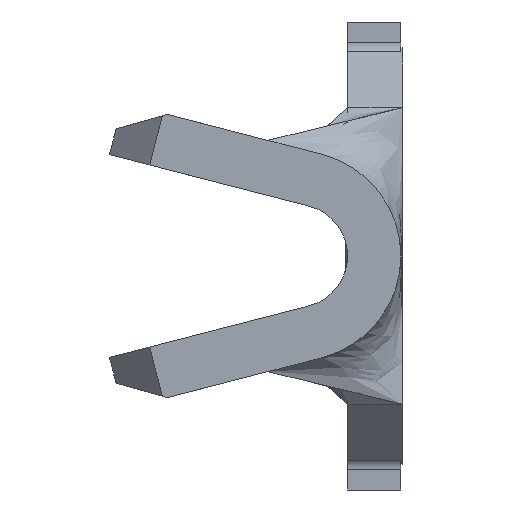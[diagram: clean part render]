
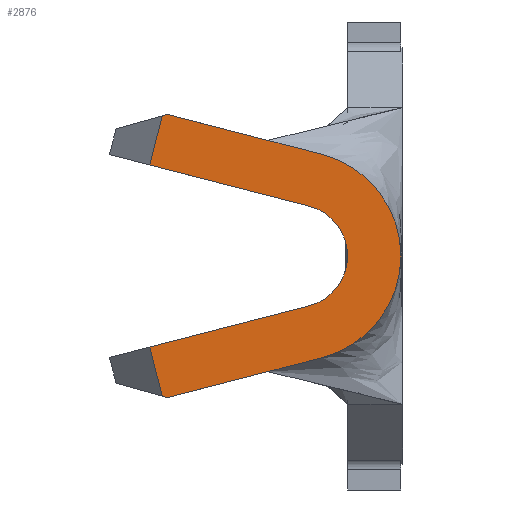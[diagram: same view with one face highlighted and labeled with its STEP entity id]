
A CAD part, left-side view. The second image highlights one B-rep face of the part: STEP entity #2876.
In plain terms, the highlighted planar face has unit normal (-1, 0, 0).
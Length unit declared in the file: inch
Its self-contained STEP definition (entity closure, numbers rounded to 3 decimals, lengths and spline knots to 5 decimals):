
#33 = LINE ( 'NONE', #3027, #3448 ) ;
#116 = ORIENTED_EDGE ( 'NONE', *, *, #973, .T. ) ;
#177 = CARTESIAN_POINT ( 'NONE',  ( -0.422, 0.063, 0. ) ) ;
#286 = CARTESIAN_POINT ( 'NONE',  ( -0.422, 0.14016, -0.085 ) ) ;
#298 = DIRECTION ( 'NONE',  ( 0., 0., -1. ) ) ;
#320 = CARTESIAN_POINT ( 'NONE',  ( -0.422, 0.15079, 0.0547 ) ) ;
#330 = VECTOR ( 'NONE', #3483, 39.37008 ) ;
#390 = LINE ( 'NONE', #4550, #4879 ) ;
#446 = CARTESIAN_POINT ( 'NONE',  ( -0.422, 0.063, 0. ) ) ;
#628 = DIRECTION ( 'NONE',  ( 0., 0., -1. ) ) ;
#665 = DIRECTION ( 'NONE',  ( 0., -0.25, -0.968 ) ) ;
#722 = VERTEX_POINT ( 'NONE', #3116 ) ;
#930 = ORIENTED_EDGE ( 'NONE', *, *, #1407, .F. ) ;
#973 = EDGE_CURVE ( 'NONE', #5621, #1474, #33, .T. ) ;
#982 = LINE ( 'NONE', #1877, #4338 ) ;
#996 = CIRCLE ( 'NONE', #3416, 0.063 ) ;
#1016 = EDGE_LOOP ( 'NONE', ( #5314, #4283, #2982, #4801, #4821, #3887, #3673, #116, #4009, #930 ) ) ;
#1084 = EDGE_CURVE ( 'NONE', #5399, #5621, #2278, .T. ) ;
#1141 = CARTESIAN_POINT ( 'NONE',  ( -0.422, 0.05525, -0.03001 ) ) ;
#1210 = EDGE_CURVE ( 'NONE', #722, #2596, #390, .T. ) ;
#1338 = VERTEX_POINT ( 'NONE', #3343 ) ;
#1366 = DIRECTION ( 'NONE',  ( 0., 0., 1. ) ) ;
#1407 = EDGE_CURVE ( 'NONE', #4312, #2517, #3220, .T. ) ;
#1415 = VECTOR ( 'NONE', #665, 39.37008 ) ;
#1474 = VERTEX_POINT ( 'NONE', #320 ) ;
#1551 = LINE ( 'NONE', #3320, #1415 ) ;
#1583 = VERTEX_POINT ( 'NONE', #3504 ) ;
#1603 = VERTEX_POINT ( 'NONE', #3937 ) ;
#1774 = CARTESIAN_POINT ( 'NONE',  ( -0.422, 0.14318, 0.08416 ) ) ;
#1877 = CARTESIAN_POINT ( 'NONE',  ( -0.422, 0.05525, -0.03001 ) ) ;
#1933 = DIRECTION ( 'NONE',  ( 0., -0.968, 0.25 ) ) ;
#2174 = EDGE_CURVE ( 'NONE', #1603, #722, #1551, .T. ) ;
#2269 = DIRECTION ( 'NONE',  ( 0., 0.964, -0.268 ) ) ;
#2278 = LINE ( 'NONE', #4406, #4148 ) ;
#2311 = AXIS2_PLACEMENT_3D ( 'NONE', #446, #3975, #1366 ) ;
#2386 = EDGE_CURVE ( 'NONE', #1338, #1583, #996, .T. ) ;
#2517 = VERTEX_POINT ( 'NONE', #4625 ) ;
#2596 = VERTEX_POINT ( 'NONE', #286 ) ;
#2612 = FACE_OUTER_BOUND ( 'NONE', #1016, .T. ) ;
#2630 = LINE ( 'NONE', #4956, #4887 ) ;
#2826 = LINE ( 'NONE', #5593, #5108 ) ;
#2876 = ADVANCED_FACE ( 'NONE', ( #2612 ), #3561, .T. ) ;
#2959 = CARTESIAN_POINT ( 'NONE',  ( -0.422, 0.14016, 0.085 ) ) ;
#2971 = DIRECTION ( 'NONE',  ( -1., 0., 0. ) ) ;
#2982 = ORIENTED_EDGE ( 'NONE', *, *, #1210, .T. ) ;
#3027 = CARTESIAN_POINT ( 'NONE',  ( -0.422, 0.15079, 0.0547 ) ) ;
#3050 = DIRECTION ( 'NONE',  ( 0., 0.968, 0.25 ) ) ;
#3116 = CARTESIAN_POINT ( 'NONE',  ( -0.422, 0.14318, -0.08416 ) ) ;
#3217 = DIRECTION ( 'NONE',  ( 0., 0.968, -0.25 ) ) ;
#3220 = CIRCLE ( 'NONE', #4083, 0.031 ) ;
#3287 = DIRECTION ( 'NONE',  ( 1., 0., 0. ) ) ;
#3320 = CARTESIAN_POINT ( 'NONE',  ( -0.422, 0.14679, -0.07019 ) ) ;
#3343 = CARTESIAN_POINT ( 'NONE',  ( -0.422, 0.04724, 0.061 ) ) ;
#3416 = AXIS2_PLACEMENT_3D ( 'NONE', #177, #3287, #628 ) ;
#3448 = VECTOR ( 'NONE', #5531, 39.37008 ) ;
#3483 = DIRECTION ( 'NONE',  ( 0., -0.968, -0.25 ) ) ;
#3504 = CARTESIAN_POINT ( 'NONE',  ( -0.422, 0.04724, -0.061 ) ) ;
#3536 = EDGE_CURVE ( 'NONE', #4312, #1603, #982, .T. ) ;
#3561 = PLANE ( 'NONE',  #2311 ) ;
#3673 = ORIENTED_EDGE ( 'NONE', *, *, #1084, .T. ) ;
#3852 = LINE ( 'NONE', #3884, #330 ) ;
#3884 = CARTESIAN_POINT ( 'NONE',  ( -0.422, 0.175, 0.06095 ) ) ;
#3887 = ORIENTED_EDGE ( 'NONE', *, *, #4489, .T. ) ;
#3937 = CARTESIAN_POINT ( 'NONE',  ( -0.422, 0.15079, -0.0547 ) ) ;
#3975 = DIRECTION ( 'NONE',  ( -1., 0., 0. ) ) ;
#4009 = ORIENTED_EDGE ( 'NONE', *, *, #4494, .T. ) ;
#4083 = AXIS2_PLACEMENT_3D ( 'NONE', #5518, #2971, #298 ) ;
#4148 = VECTOR ( 'NONE', #2269, 39.37008 ) ;
#4283 = ORIENTED_EDGE ( 'NONE', *, *, #2174, .T. ) ;
#4312 = VERTEX_POINT ( 'NONE', #1141 ) ;
#4338 = VECTOR ( 'NONE', #3217, 39.37008 ) ;
#4406 = CARTESIAN_POINT ( 'NONE',  ( -0.422, 0.14016, 0.085 ) ) ;
#4489 = EDGE_CURVE ( 'NONE', #1338, #5399, #2826, .T. ) ;
#4494 = EDGE_CURVE ( 'NONE', #1474, #2517, #3852, .T. ) ;
#4550 = CARTESIAN_POINT ( 'NONE',  ( -0.422, 0.171, -0.07644 ) ) ;
#4625 = CARTESIAN_POINT ( 'NONE',  ( -0.422, 0.05525, 0.03001 ) ) ;
#4801 = ORIENTED_EDGE ( 'NONE', *, *, #4810, .T. ) ;
#4810 = EDGE_CURVE ( 'NONE', #2596, #1583, #2630, .T. ) ;
#4821 = ORIENTED_EDGE ( 'NONE', *, *, #2386, .F. ) ;
#4879 = VECTOR ( 'NONE', #4989, 39.37008 ) ;
#4887 = VECTOR ( 'NONE', #1933, 39.37008 ) ;
#4956 = CARTESIAN_POINT ( 'NONE',  ( -0.422, 0.14016, -0.085 ) ) ;
#4989 = DIRECTION ( 'NONE',  ( 0., -0.964, -0.268 ) ) ;
#5108 = VECTOR ( 'NONE', #3050, 39.37008 ) ;
#5314 = ORIENTED_EDGE ( 'NONE', *, *, #3536, .T. ) ;
#5399 = VERTEX_POINT ( 'NONE', #2959 ) ;
#5518 = CARTESIAN_POINT ( 'NONE',  ( -0.422, 0.063, 0. ) ) ;
#5531 = DIRECTION ( 'NONE',  ( 0., 0.25, -0.968 ) ) ;
#5593 = CARTESIAN_POINT ( 'NONE',  ( -0.422, 0.04724, 0.061 ) ) ;
#5621 = VERTEX_POINT ( 'NONE', #1774 ) ;
